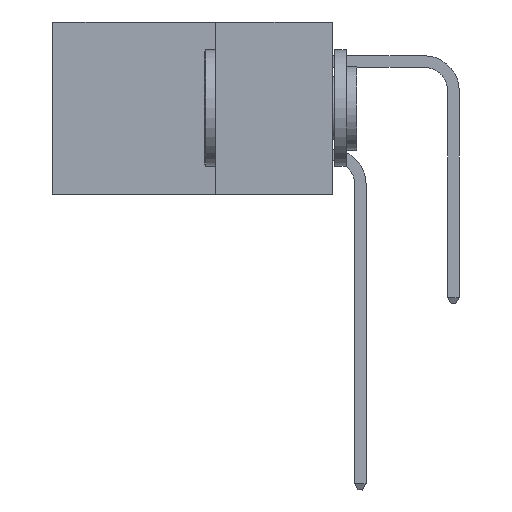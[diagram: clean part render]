
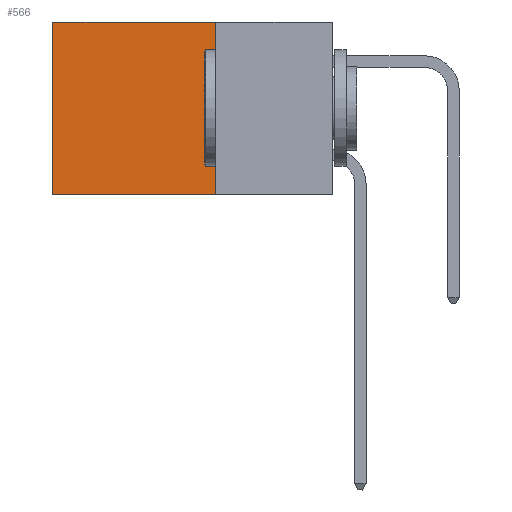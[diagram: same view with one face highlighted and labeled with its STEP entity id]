
A CAD part, left-side view. The second image highlights one B-rep face of the part: STEP entity #566.
In plain terms, the highlighted planar face has unit normal (-1, 0, 0).
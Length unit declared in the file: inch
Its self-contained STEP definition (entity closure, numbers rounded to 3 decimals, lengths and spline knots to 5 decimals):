
#541 = EDGE_CURVE ( 'NONE', #2464, #32941, #17431, .T. ) ;
#566 = ADVANCED_FACE ( 'NONE', ( #29977 ), #11207, .F. ) ;
#1070 = DIRECTION ( 'NONE',  ( 0., 1., 0. ) ) ;
#1582 = DIRECTION ( 'NONE',  ( 0., 1., 0. ) ) ;
#2464 = VERTEX_POINT ( 'NONE', #23525 ) ;
#3177 = DIRECTION ( 'NONE',  ( 0., 0., -1. ) ) ;
#3776 = ORIENTED_EDGE ( 'NONE', *, *, #541, .T. ) ;
#3987 = VERTEX_POINT ( 'NONE', #6490 ) ;
#4411 = DIRECTION ( 'NONE',  ( 0., 0., -1. ) ) ;
#5760 = ORIENTED_EDGE ( 'NONE', *, *, #8757, .T. ) ;
#6490 = CARTESIAN_POINT ( 'NONE',  ( 0.298, 0.25, -0.37 ) ) ;
#6566 = VERTEX_POINT ( 'NONE', #28690 ) ;
#8757 = EDGE_CURVE ( 'NONE', #6566, #2464, #33080, .T. ) ;
#8988 = EDGE_LOOP ( 'NONE', ( #3776, #23611, #21064, #5760 ) ) ;
#9217 = AXIS2_PLACEMENT_3D ( 'NONE', #11142, #15166, #25205 ) ;
#10636 = VECTOR ( 'NONE', #4411, 39.37008 ) ;
#11142 = CARTESIAN_POINT ( 'NONE',  ( 0.298, 0.25, 0. ) ) ;
#11207 = PLANE ( 'NONE',  #9217 ) ;
#12094 = EDGE_CURVE ( 'NONE', #6566, #3987, #13593, .T. ) ;
#13593 = LINE ( 'NONE', #16133, #32840 ) ;
#13662 = CARTESIAN_POINT ( 'NONE',  ( 0.298, 0.6, -0.37 ) ) ;
#14392 = CARTESIAN_POINT ( 'NONE',  ( 0.298, 0.6, 0. ) ) ;
#14635 = CARTESIAN_POINT ( 'NONE',  ( 0.298, 0.25, 0. ) ) ;
#15166 = DIRECTION ( 'NONE',  ( 1., 0., 0. ) ) ;
#16133 = CARTESIAN_POINT ( 'NONE',  ( 0.298, 0.25, 0. ) ) ;
#17431 = LINE ( 'NONE', #14392, #10636 ) ;
#21064 = ORIENTED_EDGE ( 'NONE', *, *, #12094, .F. ) ;
#22049 = EDGE_CURVE ( 'NONE', #3987, #32941, #25195, .T. ) ;
#23525 = CARTESIAN_POINT ( 'NONE',  ( 0.298, 0.6, 0. ) ) ;
#23611 = ORIENTED_EDGE ( 'NONE', *, *, #22049, .F. ) ;
#24871 = VECTOR ( 'NONE', #1582, 39.37008 ) ;
#25195 = LINE ( 'NONE', #31708, #31051 ) ;
#25205 = DIRECTION ( 'NONE',  ( 0., 0., -1. ) ) ;
#28690 = CARTESIAN_POINT ( 'NONE',  ( 0.298, 0.25, 0. ) ) ;
#29977 = FACE_OUTER_BOUND ( 'NONE', #8988, .T. ) ;
#31051 = VECTOR ( 'NONE', #1070, 39.37008 ) ;
#31708 = CARTESIAN_POINT ( 'NONE',  ( 0.298, 0.25, -0.37 ) ) ;
#32840 = VECTOR ( 'NONE', #3177, 39.37008 ) ;
#32941 = VERTEX_POINT ( 'NONE', #13662 ) ;
#33080 = LINE ( 'NONE', #14635, #24871 ) ;
